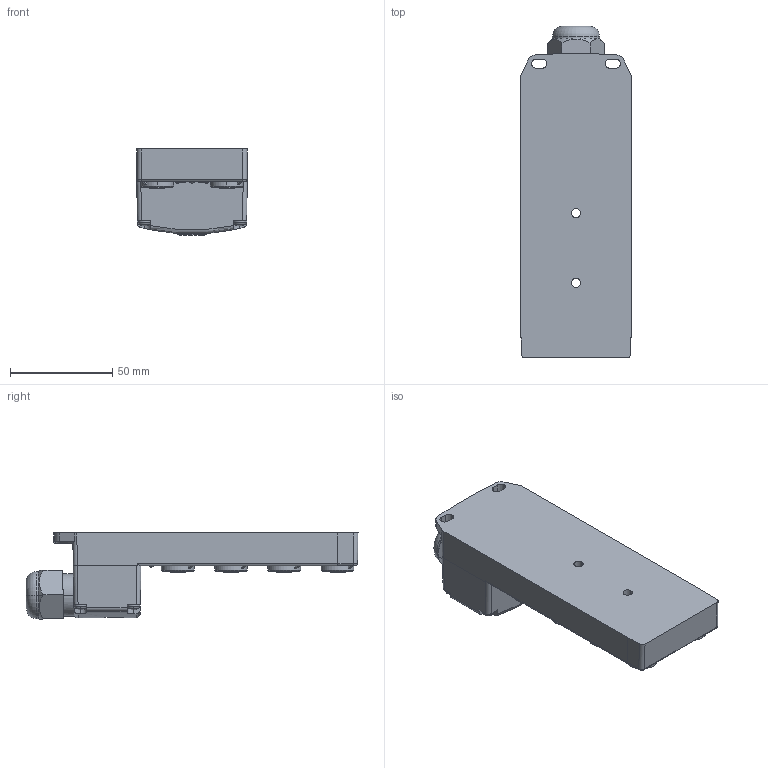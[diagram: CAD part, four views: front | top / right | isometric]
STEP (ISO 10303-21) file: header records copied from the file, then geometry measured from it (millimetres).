
FILE_DESCRIPTION((''),'2;1');
FILE_NAME('DM_CAD-2044','2014-11-27T',('Creinig-se'),(''),'PRO/ENGINEER BY PARAMETRIC TECHNOLOGY CORPORATION, 2013050','PRO/ENGINEER BY PARAMETRIC TECHNOLOGY CORPORATION, 2013050','');
FILE_SCHEMA(('CONFIG_CONTROL_DESIGN'));
Products named in the file (1): DM_CAD-2044
Bounding box: 54 x 162.15 x 42.06 mm (x, y, z)
Volume: 172551.3 mm3; surface area: 35064 mm2
Topology: 1 solids, 1 shells, 1613 faces, 4455 edges, 2947 vertices
Faces by surface type: plane 1124, cylinder 202, cone 171, torus 56, sphere 42, bspline 18
Entity records: 73821 total; most frequent: CARTESIAN_POINT 14664, ORIENTED_EDGE 8826, DIRECTION 8229, PRESENTATION_STYLE_ASSIGNMENT 4791, STYLED_ITEM 4414, CURVE_STYLE 4413, EDGE_CURVE 4413, VECTOR 3207
